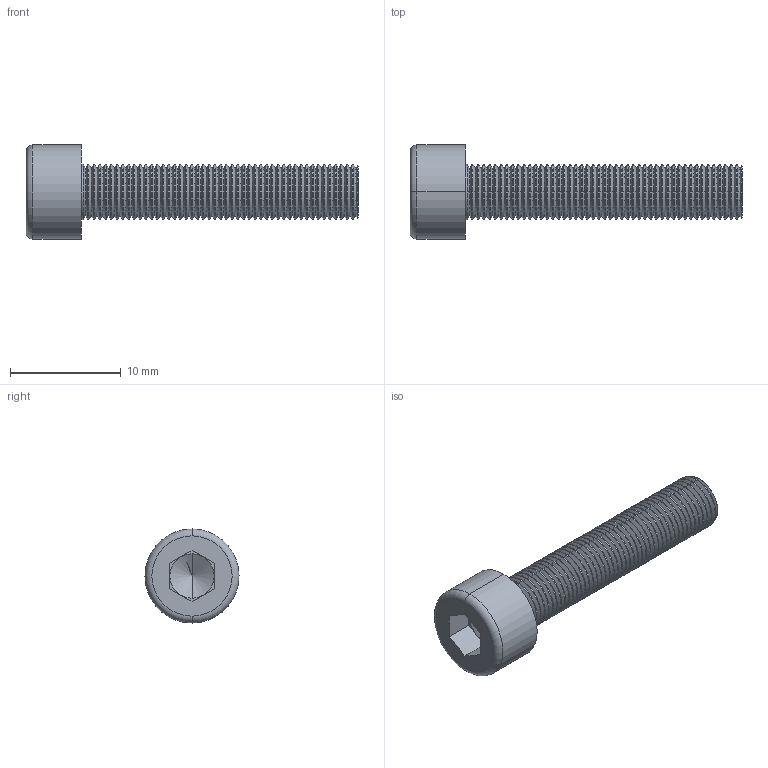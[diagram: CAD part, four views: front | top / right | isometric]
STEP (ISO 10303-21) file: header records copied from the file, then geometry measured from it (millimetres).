
FILE_DESCRIPTION (( 'STEP AP214' ), '1' );
FILE_NAME ('screw M5x25.STEP', '2024-05-09T04:26:18', ( '' ), ( '' ), 'SwSTEP 2.0', 'SolidWorks 2023', '' );
FILE_SCHEMA (( 'AUTOMOTIVE_DESIGN' ));
Length unit declared in the file: millimetre
Products named in the file (1): screw M5x25_GB_FASTENER_SCREWS_HSHCS M5X25-S
Bounding box: 30 x 8.5 x 8.5 mm (x, y, z)
Volume: 674.7 mm3; surface area: 942.6 mm2
Topology: 1 solids, 1 shells, 311 faces, 628 edges, 319 vertices
Faces by surface type: cone 196, cylinder 98, plane 15, torus 2
Entity records: 7851 total; most frequent: DIRECTION 1558, CARTESIAN_POINT 1257, ORIENTED_EDGE 1252, EDGE_CURVE 626, AXIS2_PLACEMENT_3D 620, VERTEX_POINT 319, VECTOR 318, LINE 318
